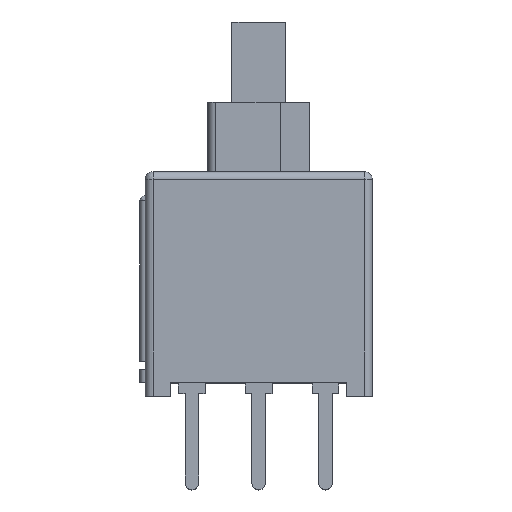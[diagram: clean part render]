
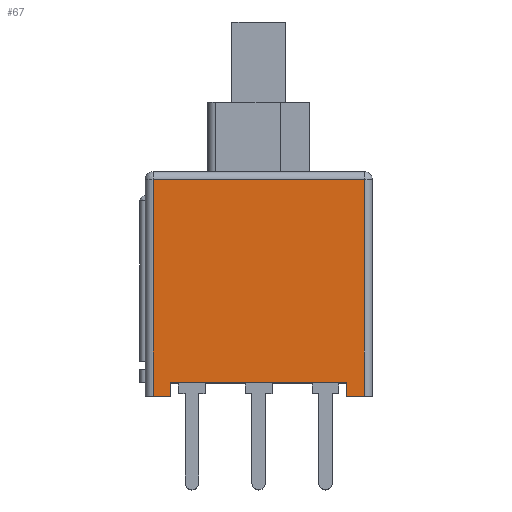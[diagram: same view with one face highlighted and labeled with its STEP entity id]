
A CAD part, top view. The second image highlights one B-rep face of the part: STEP entity #67.
In plain terms, the highlighted planar face has unit normal (0, 0, 1).
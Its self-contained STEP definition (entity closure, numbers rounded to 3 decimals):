
#67=ADVANCED_FACE('',(#713),#714,.T.);
#713=FACE_OUTER_BOUND('',#1993,.T.);
#714=PLANE('',#1994);
#1993=EDGE_LOOP('',(#3417,#3418,#3419,#3420,#3421,#3422,#3423,#3424));
#1994=AXIS2_PLACEMENT_3D('',#3425,#3426,#3427);
#3417=ORIENTED_EDGE('',*,*,#8700,.T.);
#3418=ORIENTED_EDGE('',*,*,#8673,.T.);
#3419=ORIENTED_EDGE('',*,*,#8701,.T.);
#3420=ORIENTED_EDGE('',*,*,#8702,.T.);
#3421=ORIENTED_EDGE('',*,*,#8703,.F.);
#3422=ORIENTED_EDGE('',*,*,#8660,.T.);
#3423=ORIENTED_EDGE('',*,*,#8680,.F.);
#3424=ORIENTED_EDGE('',*,*,#8686,.F.);
#3425=CARTESIAN_POINT('',(-4.25,0.0,4.25));
#3426=DIRECTION('',(0.0,0.0,1.0));
#3427=DIRECTION('',(1.0,0.0,0.0));
#8660=EDGE_CURVE('',#10445,#10446,#10447,.T.);
#8673=EDGE_CURVE('',#10472,#10470,#10473,.T.);
#8680=EDGE_CURVE('',#10485,#10446,#10486,.T.);
#8686=EDGE_CURVE('',#10494,#10485,#10496,.T.);
#8700=EDGE_CURVE('',#10494,#10472,#10518,.T.);
#8701=EDGE_CURVE('',#10470,#10519,#10520,.T.);
#8702=EDGE_CURVE('',#10519,#10521,#10522,.T.);
#8703=EDGE_CURVE('',#10445,#10521,#10523,.T.);
#10445=VERTEX_POINT('',#13368);
#10446=VERTEX_POINT('',#13369);
#10447=LINE('',#13370,#13371);
#10470=VERTEX_POINT('',#13403);
#10472=VERTEX_POINT('',#13406);
#10473=LINE('',#13407,#13408);
#10485=VERTEX_POINT('',#13424);
#10486=LINE('',#13425,#13426);
#10494=VERTEX_POINT('',#13435);
#10496=LINE('',#13437,#13438);
#10518=LINE('',#13470,#13471);
#10519=VERTEX_POINT('',#13472);
#10520=LINE('',#13473,#13474);
#10521=VERTEX_POINT('',#13475);
#10522=LINE('',#13476,#13477);
#10523=LINE('',#13478,#13479);
#13368=CARTESIAN_POINT('',(3.3,0.0,4.25));
#13369=CARTESIAN_POINT('',(3.95,0.0,4.25));
#13370=CARTESIAN_POINT('',(3.3,0.0,4.25));
#13371=VECTOR('',#17921,0.65);
#13403=CARTESIAN_POINT('',(-3.3,0.0,4.25));
#13406=CARTESIAN_POINT('',(-3.95,0.0,4.25));
#13407=CARTESIAN_POINT('',(-3.95,0.0,4.25));
#13408=VECTOR('',#17938,0.65);
#13424=CARTESIAN_POINT('',(3.95,8.1,4.25));
#13425=CARTESIAN_POINT('',(3.95,8.1,4.25));
#13426=VECTOR('',#17949,8.1);
#13435=CARTESIAN_POINT('',(-3.95,8.1,4.25));
#13437=CARTESIAN_POINT('',(-3.95,8.1,4.25));
#13438=VECTOR('',#17963,7.9);
#13470=CARTESIAN_POINT('',(-3.95,8.1,4.25));
#13471=VECTOR('',#17983,8.1);
#13472=CARTESIAN_POINT('',(-3.3,0.5,4.25));
#13473=CARTESIAN_POINT('',(-3.3,0.0,4.25));
#13474=VECTOR('',#17984,0.5);
#13475=CARTESIAN_POINT('',(3.3,0.5,4.25));
#13476=CARTESIAN_POINT('',(-3.3,0.5,4.25));
#13477=VECTOR('',#17985,6.6);
#13478=CARTESIAN_POINT('',(3.3,0.0,4.25));
#13479=VECTOR('',#17986,0.5);
#17921=DIRECTION('',(1.0,0.0,0.0));
#17938=DIRECTION('',(1.0,0.0,0.0));
#17949=DIRECTION('',(0.,-1.0,0.0));
#17963=DIRECTION('',(1.0,0.0,0.0));
#17983=DIRECTION('',(0.,-1.0,0.0));
#17984=DIRECTION('',(0.0,1.0,0.0));
#17985=DIRECTION('',(1.0,0.0,0.0));
#17986=DIRECTION('',(0.0,1.0,0.0));
